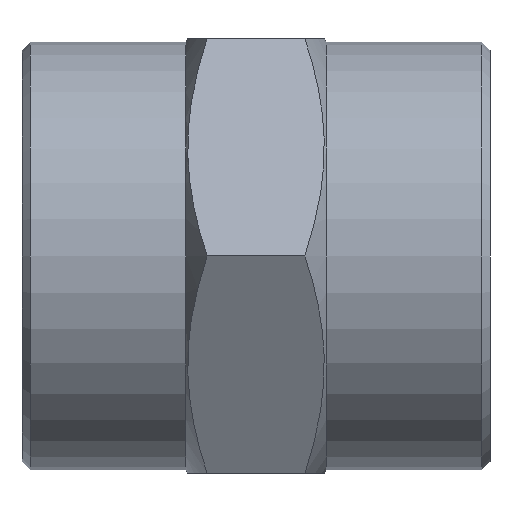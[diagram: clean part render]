
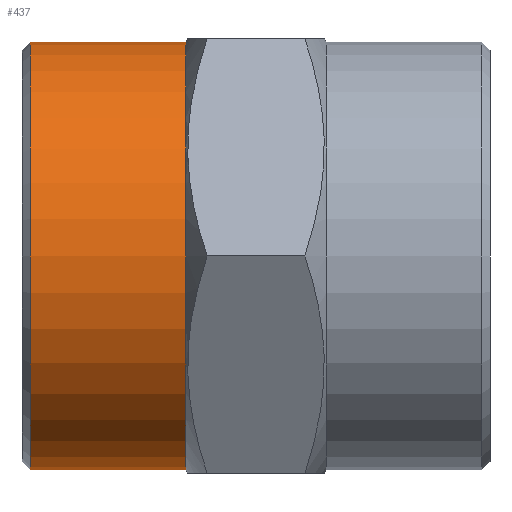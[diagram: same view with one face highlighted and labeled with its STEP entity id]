
A CAD part, left-side view. The second image highlights one B-rep face of the part: STEP entity #437.
In plain terms, the highlighted cylindrical face has radius 12.8 mm (diameter 25.6 mm), a partial arc.
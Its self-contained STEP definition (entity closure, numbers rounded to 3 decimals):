
#10 = AXIS2_PLACEMENT_3D ( 'NONE', #719, #708, #722 ) ;
#89 = EDGE_CURVE ( 'NONE', #248, #235, #472, .T. ) ;
#90 = EDGE_CURVE ( 'NONE', #246, #242, #477, .T. ) ;
#96 = EDGE_CURVE ( 'NONE', #248, #246, #864, .T. ) ;
#97 = EDGE_CURVE ( 'NONE', #235, #242, #866, .T. ) ;
#153 = ORIENTED_EDGE ( 'NONE', *, *, #89, .F. ) ;
#154 = ORIENTED_EDGE ( 'NONE', *, *, #96, .T. ) ;
#155 = ORIENTED_EDGE ( 'NONE', *, *, #90, .T. ) ;
#156 = ORIENTED_EDGE ( 'NONE', *, *, #97, .F. ) ;
#201 = EDGE_LOOP ( 'NONE', ( #153, #154, #155, #156 ) ) ;
#235 = VERTEX_POINT ( 'NONE', #636 ) ;
#242 = VERTEX_POINT ( 'NONE', #643 ) ;
#246 = VERTEX_POINT ( 'NONE', #647 ) ;
#248 = VERTEX_POINT ( 'NONE', #649 ) ;
#437 = ADVANCED_FACE ( 'NONE', ( #718 ), #721, .T. ) ;
#469 = CARTESIAN_POINT ( 'NONE',  ( 0., -2.608, 12.8 ) ) ;
#472 = LINE ( 'NONE', #469, #853 ) ;
#476 = DIRECTION ( 'NONE',  ( 0., -1., 0. ) ) ;
#477 = LINE ( 'NONE', #479, #856 ) ;
#479 = CARTESIAN_POINT ( 'NONE',  ( 0., -2.608, -12.8 ) ) ;
#480 = DIRECTION ( 'NONE',  ( 0., -1., 0. ) ) ;
#497 = CARTESIAN_POINT ( 'NONE',  ( 0., 27.5, 0. ) ) ;
#498 = DIRECTION ( 'NONE',  ( 0., -1., 0. ) ) ;
#499 = DIRECTION ( 'NONE',  ( 0., 0., -1. ) ) ;
#502 = CARTESIAN_POINT ( 'NONE',  ( 0., 18.2, 0. ) ) ;
#503 = DIRECTION ( 'NONE',  ( 0., -1., 0. ) ) ;
#504 = DIRECTION ( 'NONE',  ( 0., 0., -1. ) ) ;
#636 = CARTESIAN_POINT ( 'NONE',  ( 0., 18.2, 12.8 ) ) ;
#643 = CARTESIAN_POINT ( 'NONE',  ( 0., 18.2, -12.8 ) ) ;
#647 = CARTESIAN_POINT ( 'NONE',  ( 0., 27.5, -12.8 ) ) ;
#649 = CARTESIAN_POINT ( 'NONE',  ( 0., 27.5, 12.8 ) ) ;
#708 = DIRECTION ( 'NONE',  ( 0., -1., 0. ) ) ;
#718 = FACE_OUTER_BOUND ( 'NONE', #201, .T. ) ;
#719 = CARTESIAN_POINT ( 'NONE',  ( 0., -2.608, 0. ) ) ;
#721 = CYLINDRICAL_SURFACE ( 'NONE', #10, 12.8 ) ;
#722 = DIRECTION ( 'NONE',  ( 0., 0., -1. ) ) ;
#853 = VECTOR ( 'NONE', #476, 1000. ) ;
#856 = VECTOR ( 'NONE', #480, 1000. ) ;
#864 = CIRCLE ( 'NONE', #867, 12.8 ) ;
#866 = CIRCLE ( 'NONE', #869, 12.8 ) ;
#867 = AXIS2_PLACEMENT_3D ( 'NONE', #497, #498, #499 ) ;
#869 = AXIS2_PLACEMENT_3D ( 'NONE', #502, #503, #504 ) ;
